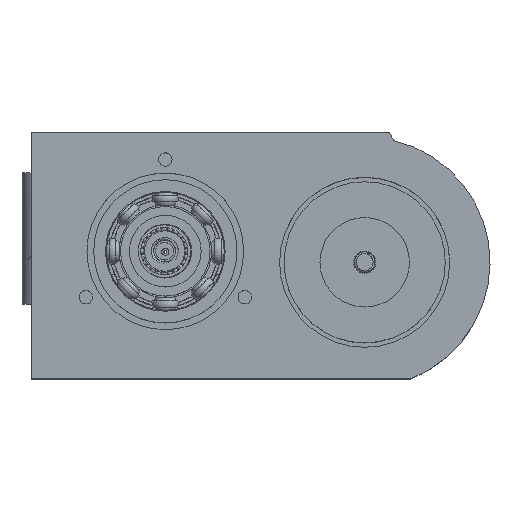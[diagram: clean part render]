
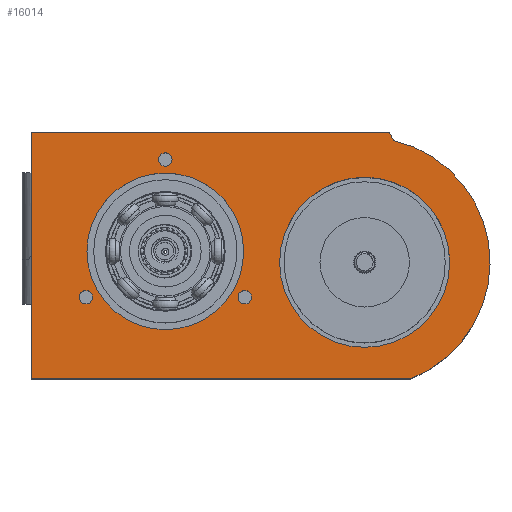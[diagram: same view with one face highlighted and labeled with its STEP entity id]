
A CAD part, top view. The second image highlights one B-rep face of the part: STEP entity #16014.
In plain terms, the highlighted planar face has unit normal (0, 0, 1).
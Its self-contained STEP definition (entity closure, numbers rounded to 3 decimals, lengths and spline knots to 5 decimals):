
#2416=CIRCLE('',#18506,0.019);
#2417=CIRCLE('',#18507,0.0015);
#2418=CIRCLE('',#18508,0.0015);
#2419=CIRCLE('',#18509,0.0015);
#2420=CIRCLE('',#18510,0.0175);
#2421=CIRCLE('',#18511,0.028);
#6704=ORIENTED_EDGE('',*,*,#8945,.F.);
#6705=ORIENTED_EDGE('',*,*,#8946,.F.);
#6706=ORIENTED_EDGE('',*,*,#8947,.F.);
#6707=ORIENTED_EDGE('',*,*,#8948,.F.);
#6708=ORIENTED_EDGE('',*,*,#8949,.F.);
#6709=ORIENTED_EDGE('',*,*,#8950,.T.);
#6710=ORIENTED_EDGE('',*,*,#8951,.F.);
#6711=ORIENTED_EDGE('',*,*,#8952,.T.);
#6712=ORIENTED_EDGE('',*,*,#8953,.T.);
#6713=ORIENTED_EDGE('',*,*,#8954,.T.);
#8945=EDGE_CURVE('',#10535,#10535,#2416,.T.);
#8946=EDGE_CURVE('',#10536,#10536,#2417,.T.);
#8947=EDGE_CURVE('',#10537,#10537,#2418,.T.);
#8948=EDGE_CURVE('',#10538,#10538,#2419,.T.);
#8949=EDGE_CURVE('',#10539,#10539,#2420,.T.);
#8950=EDGE_CURVE('',#10540,#10541,#11382,.T.);
#8951=EDGE_CURVE('',#10542,#10541,#2421,.F.);
#8952=EDGE_CURVE('',#10542,#10543,#11383,.T.);
#8953=EDGE_CURVE('',#10543,#10544,#11384,.T.);
#8954=EDGE_CURVE('',#10544,#10540,#11385,.T.);
#10535=VERTEX_POINT('',#44470);
#10536=VERTEX_POINT('',#44472);
#10537=VERTEX_POINT('',#44474);
#10538=VERTEX_POINT('',#44476);
#10539=VERTEX_POINT('',#44478);
#10540=VERTEX_POINT('',#44480);
#10541=VERTEX_POINT('',#44481);
#10542=VERTEX_POINT('',#44483);
#10543=VERTEX_POINT('',#44485);
#10544=VERTEX_POINT('',#44487);
#11382=LINE('',#44479,#12204);
#11383=LINE('',#44484,#12205);
#11384=LINE('',#44486,#12206);
#11385=LINE('',#44488,#12207);
#12204=VECTOR('',#23145,1.);
#12205=VECTOR('',#23148,1.);
#12206=VECTOR('',#23149,1.);
#12207=VECTOR('',#23150,1.);
#13437=EDGE_LOOP('',(#6704));
#13438=EDGE_LOOP('',(#6705));
#13439=EDGE_LOOP('',(#6706));
#13440=EDGE_LOOP('',(#6707));
#13441=EDGE_LOOP('',(#6708));
#13442=EDGE_LOOP('',(#6709,#6710,#6711,#6712,#6713));
#14752=FACE_BOUND('',#13437,.T.);
#14753=FACE_BOUND('',#13438,.T.);
#14754=FACE_BOUND('',#13439,.T.);
#14755=FACE_BOUND('',#13440,.T.);
#14756=FACE_BOUND('',#13441,.T.);
#14757=FACE_BOUND('',#13442,.T.);
#15109=PLANE('',#18505);
#16014=ADVANCED_FACE('',(#14752,#14753,#14754,#14755,#14756,#14757),#15109,
 .T.);
#18505=AXIS2_PLACEMENT_3D('',#44468,#23133,#23134);
#18506=AXIS2_PLACEMENT_3D('',#44469,#23135,#23136);
#18507=AXIS2_PLACEMENT_3D('',#44471,#23137,#23138);
#18508=AXIS2_PLACEMENT_3D('',#44473,#23139,#23140);
#18509=AXIS2_PLACEMENT_3D('',#44475,#23141,#23142);
#18510=AXIS2_PLACEMENT_3D('',#44477,#23143,#23144);
#18511=AXIS2_PLACEMENT_3D('',#44482,#23146,#23147);
#23133=DIRECTION('',(0.,0.,1.));
#23134=DIRECTION('',(1.,0.,0.));
#23135=DIRECTION('',(0.,0.,1.));
#23136=DIRECTION('',(0.,-1.,0.));
#23137=DIRECTION('',(0.,0.,1.));
#23138=DIRECTION('',(0.,-1.,0.));
#23139=DIRECTION('',(0.,0.,1.));
#23140=DIRECTION('',(0.,-1.,0.));
#23141=DIRECTION('',(0.,0.,1.));
#23142=DIRECTION('',(0.,-1.,0.));
#23143=DIRECTION('',(0.,0.,1.));
#23144=DIRECTION('',(0.,-1.,0.));
#23145=DIRECTION('',(1.,0.,0.));
#23146=DIRECTION('',(0.,0.,1.));
#23147=DIRECTION('',(0.,-1.,0.));
#23148=DIRECTION('',(-0.514,0.857,0.));
#23149=DIRECTION('',(-1.,0.,0.));
#23150=DIRECTION('',(0.,-1.,0.));
#44468=CARTESIAN_POINT('',(0.025,0.0015,-0.015));
#44469=CARTESIAN_POINT('',(0.04453,-0.00245,-0.015));
#44470=CARTESIAN_POINT('',(0.04453,-0.02145,-0.015));
#44471=CARTESIAN_POINT('',(-0.01775,-0.01025,-0.015));
#44472=CARTESIAN_POINT('',(-0.01775,-0.01175,-0.015));
#44473=CARTESIAN_POINT('',(0.,0.0205,-0.015));
#44474=CARTESIAN_POINT('',(0.,0.019,-0.015));
#44475=CARTESIAN_POINT('',(0.01775,-0.01025,-0.015));
#44476=CARTESIAN_POINT('',(0.01775,-0.01175,-0.015));
#44477=CARTESIAN_POINT('',(0.,0.,-0.015));
#44478=CARTESIAN_POINT('',(0.,-0.0175,-0.015));
#44479=CARTESIAN_POINT('',(0.025,-0.0285,-0.015));
#44480=CARTESIAN_POINT('',(-0.03,-0.0285,-0.015));
#44481=CARTESIAN_POINT('',(0.05479,-0.0285,-0.015));
#44482=CARTESIAN_POINT('',(0.04453,-0.00245,-0.015));
#44483=CARTESIAN_POINT('',(0.05103,0.02479,-0.015));
#44484=CARTESIAN_POINT('',(0.065,0.0015,-0.015));
#44485=CARTESIAN_POINT('',(0.05,0.0265,-0.015));
#44486=CARTESIAN_POINT('',(0.01,0.0265,-0.015));
#44487=CARTESIAN_POINT('',(-0.03,0.0265,-0.015));
#44488=CARTESIAN_POINT('',(-0.03,0.0015,-0.015));
